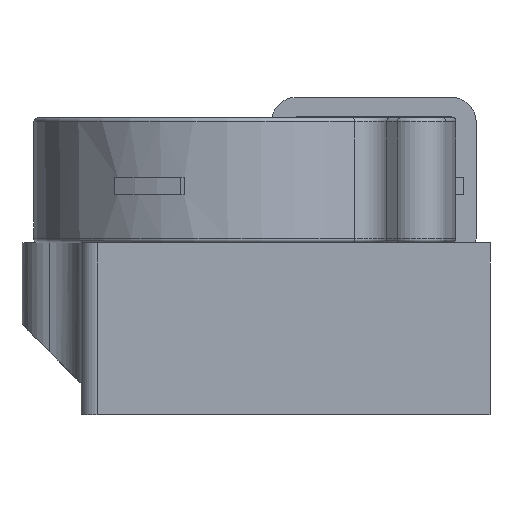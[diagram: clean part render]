
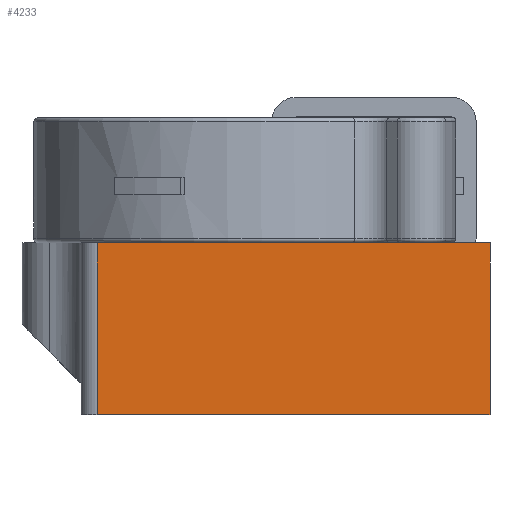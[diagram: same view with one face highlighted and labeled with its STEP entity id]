
A CAD part, front view. The second image highlights one B-rep face of the part: STEP entity #4233.
In plain terms, the highlighted planar face has unit normal (0, -1, 0).
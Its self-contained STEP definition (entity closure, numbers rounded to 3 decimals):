
#646=FACE_OUTER_BOUND('',#909,.T.);
#909=EDGE_LOOP('',(#3759,#3760,#3761,#3762));
#1216=LINE('',#7559,#1564);
#1254=LINE('',#7758,#1602);
#1257=LINE('',#7768,#1605);
#1258=LINE('',#7770,#1606);
#1564=VECTOR('',#5751,10.);
#1602=VECTOR('',#5921,10.);
#1605=VECTOR('',#5936,10.);
#1606=VECTOR('',#5939,10.);
#1959=VERTEX_POINT('',#7556);
#1960=VERTEX_POINT('',#7558);
#1986=VERTEX_POINT('',#7755);
#1987=VERTEX_POINT('',#7757);
#2513=EDGE_CURVE('',#1959,#1960,#1216,.T.);
#2575=EDGE_CURVE('',#1986,#1987,#1254,.T.);
#2580=EDGE_CURVE('',#1986,#1960,#1257,.T.);
#2581=EDGE_CURVE('',#1987,#1959,#1258,.T.);
#3759=ORIENTED_EDGE('',*,*,#2580,.T.);
#3760=ORIENTED_EDGE('',*,*,#2513,.F.);
#3761=ORIENTED_EDGE('',*,*,#2581,.F.);
#3762=ORIENTED_EDGE('',*,*,#2575,.F.);
#3878=PLANE('',#4696);
#4233=ADVANCED_FACE('',(#646),#3878,.T.);
#4696=AXIS2_PLACEMENT_3D('',#7769,#5937,#5938);
#5751=DIRECTION('',(1.,0.,0.));
#5921=DIRECTION('',(-1.,0.,0.));
#5936=DIRECTION('',(0.,0.,1.));
#5937=DIRECTION('center_axis',(0.,-1.,0.));
#5938=DIRECTION('ref_axis',(1.,0.,0.));
#5939=DIRECTION('',(0.,0.,1.));
#7556=CARTESIAN_POINT('',(2.,-50.,21.));
#7558=CARTESIAN_POINT('',(50.,-50.,21.));
#7559=CARTESIAN_POINT('',(37.5,-50.,21.));
#7755=CARTESIAN_POINT('',(50.,-50.,0.));
#7757=CARTESIAN_POINT('',(2.,-50.,0.));
#7758=CARTESIAN_POINT('',(50.,-50.,0.));
#7768=CARTESIAN_POINT('',(50.,-50.,0.));
#7769=CARTESIAN_POINT('Origin',(0.,-50.,0.));
#7770=CARTESIAN_POINT('',(2.,-50.,0.));
